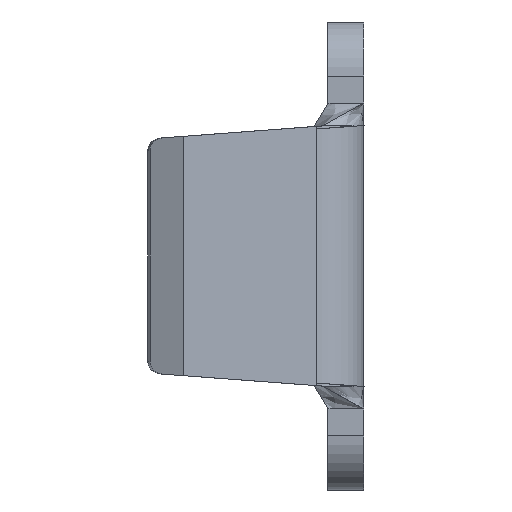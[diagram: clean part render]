
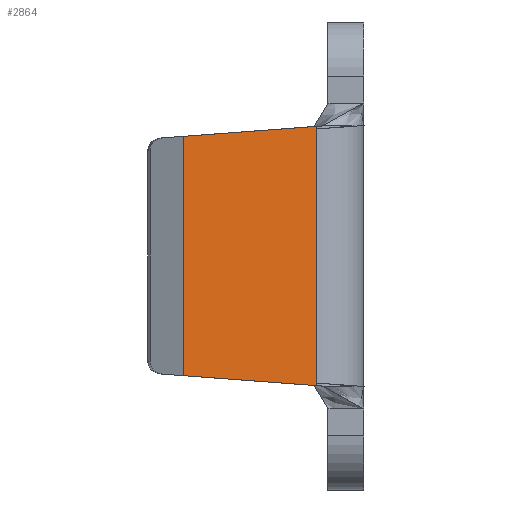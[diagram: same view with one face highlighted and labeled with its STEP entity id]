
A CAD part, left-side view. The second image highlights one B-rep face of the part: STEP entity #2864.
In plain terms, the highlighted planar face has unit normal (-0.993, -0.117, 0).
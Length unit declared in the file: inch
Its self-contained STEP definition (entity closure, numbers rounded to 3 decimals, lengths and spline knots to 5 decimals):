
#221 = VECTOR ( 'NONE', #495, 39.37008 ) ;
#339 = LINE ( 'NONE', #3211, #221 ) ;
#471 = CARTESIAN_POINT ( 'NONE',  ( -0.01629, 0.02649, -0.07201 ) ) ;
#495 = DIRECTION ( 'NONE',  ( 0., 0., -1. ) ) ;
#524 = VECTOR ( 'NONE', #2728, 39.37008 ) ;
#885 = VERTEX_POINT ( 'NONE', #1032 ) ;
#944 = ORIENTED_EDGE ( 'NONE', *, *, #1546, .F. ) ;
#946 = LINE ( 'NONE', #3542, #2891 ) ;
#993 = CARTESIAN_POINT ( 'NONE',  ( -0.025, 0.10046, -0.06647 ) ) ;
#1032 = CARTESIAN_POINT ( 'NONE',  ( -0.01629, 0.02649, 0.07201 ) ) ;
#1101 = CARTESIAN_POINT ( 'NONE',  ( -0.01629, 0.02649, 0.0725 ) ) ;
#1137 = EDGE_CURVE ( 'NONE', #4247, #4642, #3255, .T. ) ;
#1405 = VERTEX_POINT ( 'NONE', #1570 ) ;
#1444 = EDGE_LOOP ( 'NONE', ( #1512, #4712, #944, #4990 ) ) ;
#1507 = AXIS2_PLACEMENT_3D ( 'NONE', #1101, #1888, #4597 ) ;
#1512 = ORIENTED_EDGE ( 'NONE', *, *, #2804, .T. ) ;
#1546 = EDGE_CURVE ( 'NONE', #885, #4642, #339, .T. ) ;
#1570 = CARTESIAN_POINT ( 'NONE',  ( -0.025, 0.10046, 0.06647 ) ) ;
#1888 = DIRECTION ( 'NONE',  ( 0.993, 0.117, 0. ) ) ;
#2139 = DIRECTION ( 'NONE',  ( 0.117, -0.99, -0.074 ) ) ;
#2526 = FACE_OUTER_BOUND ( 'NONE', #1444, .T. ) ;
#2658 = PLANE ( 'NONE',  #1507 ) ;
#2728 = DIRECTION ( 'NONE',  ( -0.117, 0.99, -0.074 ) ) ;
#2781 = DIRECTION ( 'NONE',  ( 0., 0., -1. ) ) ;
#2804 = EDGE_CURVE ( 'NONE', #1405, #4247, #946, .T. ) ;
#2864 = ADVANCED_FACE ( 'NONE', ( #2526 ), #2658, .F. ) ;
#2891 = VECTOR ( 'NONE', #2781, 39.37008 ) ;
#3211 = CARTESIAN_POINT ( 'NONE',  ( -0.01629, 0.02649, 0.0725 ) ) ;
#3255 = LINE ( 'NONE', #3302, #4960 ) ;
#3302 = CARTESIAN_POINT ( 'NONE',  ( -0.01755, 0.03712, -0.07122 ) ) ;
#3542 = CARTESIAN_POINT ( 'NONE',  ( -0.025, 0.10046, 0.0725 ) ) ;
#3611 = LINE ( 'NONE', #4645, #524 ) ;
#4247 = VERTEX_POINT ( 'NONE', #993 ) ;
#4519 = EDGE_CURVE ( 'NONE', #885, #1405, #3611, .T. ) ;
#4597 = DIRECTION ( 'NONE',  ( -0.117, 0.993, 0. ) ) ;
#4642 = VERTEX_POINT ( 'NONE', #471 ) ;
#4645 = CARTESIAN_POINT ( 'NONE',  ( -0.01629, 0.02646, 0.07202 ) ) ;
#4712 = ORIENTED_EDGE ( 'NONE', *, *, #1137, .T. ) ;
#4960 = VECTOR ( 'NONE', #2139, 39.37008 ) ;
#4990 = ORIENTED_EDGE ( 'NONE', *, *, #4519, .T. ) ;
